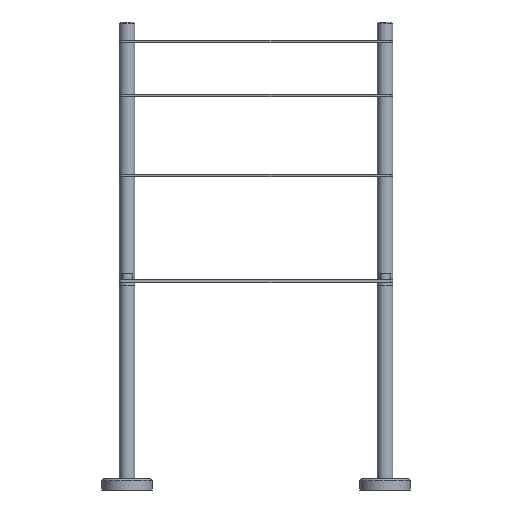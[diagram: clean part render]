
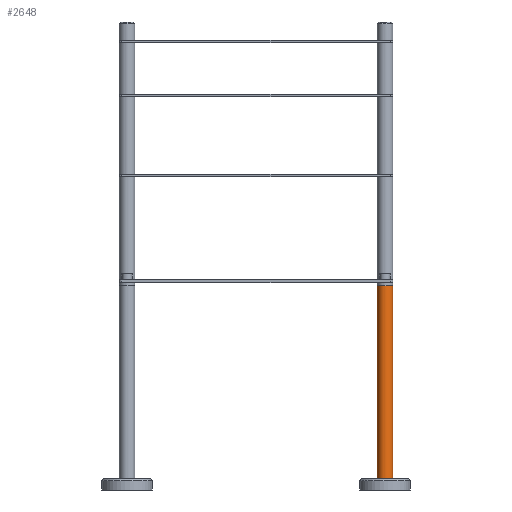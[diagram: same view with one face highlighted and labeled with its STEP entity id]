
A CAD part, front view. The second image highlights one B-rep face of the part: STEP entity #2648.
In plain terms, the highlighted cylindrical face has radius 15 mm (diameter 30 mm), a full revolution.
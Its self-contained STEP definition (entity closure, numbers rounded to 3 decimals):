
#322=FACE_OUTER_BOUND('',#480,.T.);
#480=EDGE_LOOP('',(#1909,#1910,#1911,#1912,#1913));
#714=LINE('',#4454,#832);
#832=VECTOR('',#3540,15.);
#957=CIRCLE('',#3014,15.);
#958=CIRCLE('',#3015,15.);
#967=CIRCLE('',#3034,15.);
#1204=VERTEX_POINT('',#4416);
#1205=VERTEX_POINT('',#4417);
#1214=VERTEX_POINT('',#4452);
#1476=EDGE_CURVE('',#1204,#1205,#957,.T.);
#1477=EDGE_CURVE('',#1205,#1204,#958,.T.);
#1492=EDGE_CURVE('',#1214,#1214,#967,.T.);
#1493=EDGE_CURVE('',#1214,#1205,#714,.T.);
#1909=ORIENTED_EDGE('',*,*,#1492,.T.);
#1910=ORIENTED_EDGE('',*,*,#1493,.T.);
#1911=ORIENTED_EDGE('',*,*,#1477,.T.);
#1912=ORIENTED_EDGE('',*,*,#1476,.T.);
#1913=ORIENTED_EDGE('',*,*,#1493,.F.);
#2546=CYLINDRICAL_SURFACE('',#3033,15.);
#2648=ADVANCED_FACE('',(#322),#2546,.T.);
#3014=AXIS2_PLACEMENT_3D('',#4418,#3492,#3493);
#3015=AXIS2_PLACEMENT_3D('',#4419,#3494,#3495);
#3033=AXIS2_PLACEMENT_3D('',#4451,#3536,#3537);
#3034=AXIS2_PLACEMENT_3D('',#4453,#3538,#3539);
#3492=DIRECTION('center_axis',(0.,0.,1.));
#3493=DIRECTION('ref_axis',(-1.,0.,0.));
#3494=DIRECTION('center_axis',(0.,0.,1.));
#3495=DIRECTION('ref_axis',(-1.,0.,0.));
#3536=DIRECTION('center_axis',(0.,0.,1.));
#3537=DIRECTION('ref_axis',(-1.,0.,0.));
#3538=DIRECTION('center_axis',(0.,0.,-1.));
#3539=DIRECTION('ref_axis',(-1.,0.,0.));
#3540=DIRECTION('',(0.,0.,-1.));
#4416=CARTESIAN_POINT('',(-89.06,128.298,20.));
#4417=CARTESIAN_POINT('',(-59.06,128.298,20.));
#4418=CARTESIAN_POINT('Origin',(-74.06,128.298,20.));
#4419=CARTESIAN_POINT('Origin',(-74.06,128.298,20.));
#4451=CARTESIAN_POINT('Origin',(-74.06,128.298,0.));
#4452=CARTESIAN_POINT('',(-59.06,128.298,400.));
#4453=CARTESIAN_POINT('Origin',(-74.06,128.298,400.));
#4454=CARTESIAN_POINT('',(-59.06,128.298,0.));
